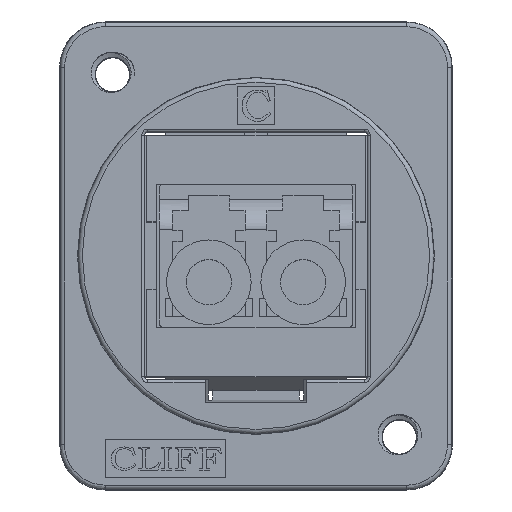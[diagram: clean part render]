
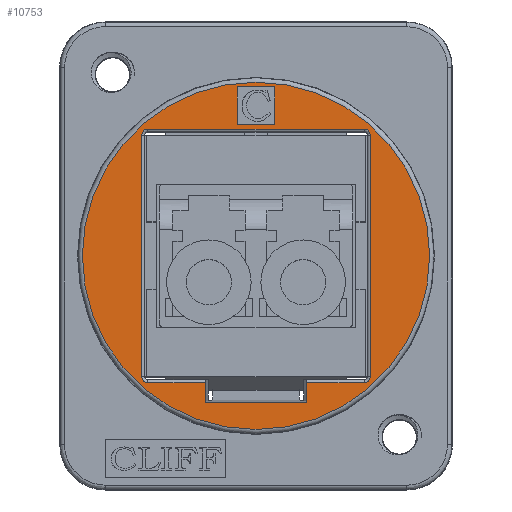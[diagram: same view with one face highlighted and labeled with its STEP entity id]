
A CAD part, top view. The second image highlights one B-rep face of the part: STEP entity #10753.
In plain terms, the highlighted planar face has unit normal (0, 0, 1).
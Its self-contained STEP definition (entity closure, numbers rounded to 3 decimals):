
#151=FACE_BOUND('',#1414,.T.);
#152=FACE_BOUND('',#1415,.T.);
#394=PLANE('',#11420);
#849=FACE_OUTER_BOUND('',#1413,.T.);
#1413=EDGE_LOOP('',(#8391));
#1414=EDGE_LOOP('',(#8392,#8393,#8394,#8395,#8396,#8397,#8398,#8399,#8400,
#8401,#8402,#8403));
#1415=EDGE_LOOP('',(#8404,#8405,#8406,#8407));
#1793=CIRCLE('',#11416,11.501);
#1797=CIRCLE('',#11421,0.4);
#1798=CIRCLE('',#11422,0.4);
#1799=CIRCLE('',#11423,0.4);
#1800=CIRCLE('',#11424,0.4);
#2765=LINE('',#19405,#3869);
#2766=LINE('',#19409,#3870);
#2767=LINE('',#19413,#3871);
#2768=LINE('',#19417,#3872);
#2769=LINE('',#19421,#3873);
#2770=LINE('',#19423,#3874);
#2771=LINE('',#19425,#3875);
#2772=LINE('',#19426,#3876);
#2773=LINE('',#19429,#3877);
#2774=LINE('',#19431,#3878);
#2775=LINE('',#19433,#3879);
#2776=LINE('',#19434,#3880);
#3869=VECTOR('',#13191,3.824);
#3870=VECTOR('',#13194,16.);
#3871=VECTOR('',#13197,14.35);
#3872=VECTOR('',#13200,16.);
#3873=VECTOR('',#13203,3.824);
#3874=VECTOR('',#13204,1.3);
#3875=VECTOR('',#13205,6.702);
#3876=VECTOR('',#13206,1.3);
#3877=VECTOR('',#13207,2.5);
#3878=VECTOR('',#13208,2.5);
#3879=VECTOR('',#13209,2.5);
#3880=VECTOR('',#13210,2.5);
#4858=VERTEX_POINT('',#19395);
#4861=VERTEX_POINT('',#19403);
#4862=VERTEX_POINT('',#19404);
#4863=VERTEX_POINT('',#19406);
#4864=VERTEX_POINT('',#19408);
#4865=VERTEX_POINT('',#19410);
#4866=VERTEX_POINT('',#19412);
#4867=VERTEX_POINT('',#19414);
#4868=VERTEX_POINT('',#19416);
#4869=VERTEX_POINT('',#19418);
#4870=VERTEX_POINT('',#19420);
#4871=VERTEX_POINT('',#19422);
#4872=VERTEX_POINT('',#19424);
#4873=VERTEX_POINT('',#19427);
#4874=VERTEX_POINT('',#19428);
#4875=VERTEX_POINT('',#19430);
#4876=VERTEX_POINT('',#19432);
#6129=EDGE_CURVE('',#4858,#4858,#1793,.T.);
#6133=EDGE_CURVE('',#4861,#4862,#2765,.T.);
#6134=EDGE_CURVE('',#4863,#4861,#1797,.T.);
#6135=EDGE_CURVE('',#4864,#4863,#2766,.T.);
#6136=EDGE_CURVE('',#4865,#4864,#1798,.T.);
#6137=EDGE_CURVE('',#4866,#4865,#2767,.T.);
#6138=EDGE_CURVE('',#4867,#4866,#1799,.T.);
#6139=EDGE_CURVE('',#4868,#4867,#2768,.T.);
#6140=EDGE_CURVE('',#4869,#4868,#1800,.T.);
#6141=EDGE_CURVE('',#4870,#4869,#2769,.T.);
#6142=EDGE_CURVE('',#4870,#4871,#2770,.T.);
#6143=EDGE_CURVE('',#4871,#4872,#2771,.T.);
#6144=EDGE_CURVE('',#4872,#4862,#2772,.T.);
#6145=EDGE_CURVE('',#4873,#4874,#2773,.T.);
#6146=EDGE_CURVE('',#4874,#4875,#2774,.T.);
#6147=EDGE_CURVE('',#4875,#4876,#2775,.T.);
#6148=EDGE_CURVE('',#4876,#4873,#2776,.T.);
#8391=ORIENTED_EDGE('',*,*,#6129,.F.);
#8392=ORIENTED_EDGE('',*,*,#6133,.F.);
#8393=ORIENTED_EDGE('',*,*,#6134,.F.);
#8394=ORIENTED_EDGE('',*,*,#6135,.F.);
#8395=ORIENTED_EDGE('',*,*,#6136,.F.);
#8396=ORIENTED_EDGE('',*,*,#6137,.F.);
#8397=ORIENTED_EDGE('',*,*,#6138,.F.);
#8398=ORIENTED_EDGE('',*,*,#6139,.F.);
#8399=ORIENTED_EDGE('',*,*,#6140,.F.);
#8400=ORIENTED_EDGE('',*,*,#6141,.F.);
#8401=ORIENTED_EDGE('',*,*,#6142,.T.);
#8402=ORIENTED_EDGE('',*,*,#6143,.T.);
#8403=ORIENTED_EDGE('',*,*,#6144,.T.);
#8404=ORIENTED_EDGE('',*,*,#6145,.T.);
#8405=ORIENTED_EDGE('',*,*,#6146,.T.);
#8406=ORIENTED_EDGE('',*,*,#6147,.T.);
#8407=ORIENTED_EDGE('',*,*,#6148,.T.);
#10753=ADVANCED_FACE('',(#849,#151,#152),#394,.T.);
#11416=AXIS2_PLACEMENT_3D('',#19396,#13181,#13182);
#11420=AXIS2_PLACEMENT_3D('',#19402,#13189,#13190);
#11421=AXIS2_PLACEMENT_3D('',#19407,#13192,#13193);
#11422=AXIS2_PLACEMENT_3D('',#19411,#13195,#13196);
#11423=AXIS2_PLACEMENT_3D('',#19415,#13198,#13199);
#11424=AXIS2_PLACEMENT_3D('',#19419,#13201,#13202);
#13181=DIRECTION('center_axis',(0.,0.,
-1.));
#13182=DIRECTION('ref_axis',(-1.,0.,0.));
#13189=DIRECTION('center_axis',(0.,0.,
1.));
#13190=DIRECTION('ref_axis',(1.,0.,0.));
#13191=DIRECTION('',(1.,0.,0.));
#13192=DIRECTION('center_axis',(0.,0.,
1.));
#13193=DIRECTION('ref_axis',(-0.707,-0.707,0.));
#13194=DIRECTION('',(0.,-1.,0.));
#13195=DIRECTION('center_axis',(0.,0.,
1.));
#13196=DIRECTION('ref_axis',(-0.707,0.707,0.));
#13197=DIRECTION('',(-1.,0.,0.));
#13198=DIRECTION('center_axis',(0.,0.,
1.));
#13199=DIRECTION('ref_axis',(0.707,0.707,0.));
#13200=DIRECTION('',(0.,1.,0.));
#13201=DIRECTION('center_axis',(0.,0.,
1.));
#13202=DIRECTION('ref_axis',(0.707,-0.707,0.));
#13203=DIRECTION('',(1.,0.,0.));
#13204=DIRECTION('',(0.,-1.,0.));
#13205=DIRECTION('',(-1.,0.,0.));
#13206=DIRECTION('',(0.,1.,0.));
#13207=DIRECTION('',(0.,1.,0.));
#13208=DIRECTION('',(1.,0.,0.));
#13209=DIRECTION('',(0.,-1.,0.));
#13210=DIRECTION('',(-1.,0.,0.));
#19395=CARTESIAN_POINT('',(-11.501,0.,5.1));
#19396=CARTESIAN_POINT('Origin',(0.,0.,
5.1));
#19402=CARTESIAN_POINT('Origin',(0.,0.,
5.1));
#19403=CARTESIAN_POINT('',(-7.175,-8.4,5.1));
#19404=CARTESIAN_POINT('',(-3.351,-8.4,5.1));
#19405=CARTESIAN_POINT('',(-3.688,-8.4,5.1));
#19406=CARTESIAN_POINT('',(-7.575,-8.,5.1));
#19407=CARTESIAN_POINT('Origin',(-7.175,-8.,5.1));
#19408=CARTESIAN_POINT('',(-7.575,8.,5.1));
#19409=CARTESIAN_POINT('',(-7.575,4.1,5.1));
#19410=CARTESIAN_POINT('',(-7.175,8.4,5.1));
#19411=CARTESIAN_POINT('Origin',(-7.175,8.,5.1));
#19412=CARTESIAN_POINT('',(7.175,8.4,5.1));
#19413=CARTESIAN_POINT('',(3.688,8.4,5.1));
#19414=CARTESIAN_POINT('',(7.575,8.,5.1));
#19415=CARTESIAN_POINT('Origin',(7.175,8.,5.1));
#19416=CARTESIAN_POINT('',(7.575,-8.,5.1));
#19417=CARTESIAN_POINT('',(7.575,-4.1,5.1));
#19418=CARTESIAN_POINT('',(7.175,-8.4,5.1));
#19419=CARTESIAN_POINT('Origin',(7.175,-8.,5.1));
#19420=CARTESIAN_POINT('',(3.351,-8.4,5.1));
#19421=CARTESIAN_POINT('',(-3.688,-8.4,5.1));
#19422=CARTESIAN_POINT('',(3.351,-9.7,5.1));
#19423=CARTESIAN_POINT('',(3.351,-4.85,5.1));
#19424=CARTESIAN_POINT('',(-3.351,-9.7,5.1));
#19425=CARTESIAN_POINT('',(-1.676,-9.7,5.1));
#19426=CARTESIAN_POINT('',(-3.351,-4.1,5.1));
#19427=CARTESIAN_POINT('',(-1.25,8.7,5.1));
#19428=CARTESIAN_POINT('',(-1.25,11.2,5.1));
#19429=CARTESIAN_POINT('',(-1.25,4.35,5.1));
#19430=CARTESIAN_POINT('',(1.25,11.2,5.1));
#19431=CARTESIAN_POINT('',(-0.625,11.2,5.1));
#19432=CARTESIAN_POINT('',(1.25,8.7,5.1));
#19433=CARTESIAN_POINT('',(1.25,5.6,5.1));
#19434=CARTESIAN_POINT('',(0.625,8.7,5.1));
